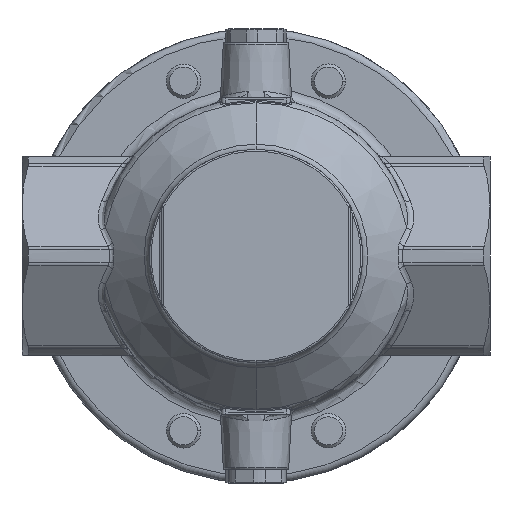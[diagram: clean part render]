
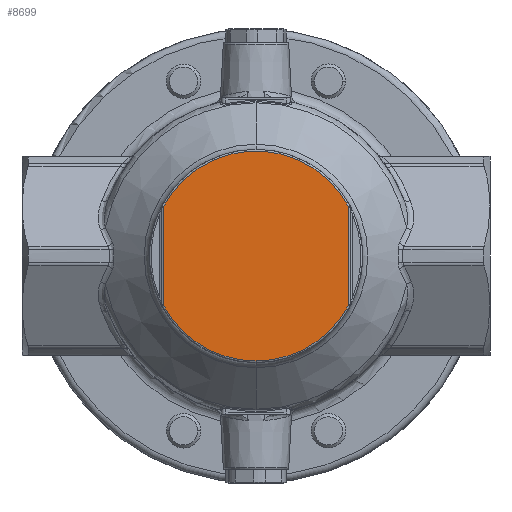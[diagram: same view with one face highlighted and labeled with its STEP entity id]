
A CAD part, front view. The second image highlights one B-rep face of the part: STEP entity #8699.
In plain terms, the highlighted planar face has unit normal (0, -1, 0).
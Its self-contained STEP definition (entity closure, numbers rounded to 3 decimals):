
#2828 = VECTOR ( 'NONE', #90136, 1000. ) ;
#4558 = CARTESIAN_POINT ( 'NONE',  ( 0., -8., 0. ) ) ;
#5794 = CARTESIAN_POINT ( 'NONE',  ( -27., -8., -14.186 ) ) ;
#6045 = ORIENTED_EDGE ( 'NONE', *, *, #27060, .T. ) ;
#7259 = ORIENTED_EDGE ( 'NONE', *, *, #79162, .T. ) ;
#8181 = VERTEX_POINT ( 'NONE', #5794 ) ;
#8699 = ADVANCED_FACE ( 'NONE', ( #38209 ), #15229, .T. ) ;
#15229 = PLANE ( 'NONE',  #82154 ) ;
#16732 = DIRECTION ( 'NONE',  ( 0., 0., -1. ) ) ;
#20426 = AXIS2_PLACEMENT_3D ( 'NONE', #37306, #122101, #49462 ) ;
#22039 = EDGE_CURVE ( 'NONE', #8181, #97992, #41637, .T. ) ;
#22785 = DIRECTION ( 'NONE',  ( 0., -1., 0. ) ) ;
#27060 = EDGE_CURVE ( 'NONE', #97992, #54700, #150612, .T. ) ;
#30338 = CARTESIAN_POINT ( 'NONE',  ( -27., -8., -14.309 ) ) ;
#37306 = CARTESIAN_POINT ( 'NONE',  ( 0., -8., 0. ) ) ;
#38209 = FACE_OUTER_BOUND ( 'NONE', #66174, .T. ) ;
#40968 = ORIENTED_EDGE ( 'NONE', *, *, #124875, .T. ) ;
#41637 = CIRCLE ( 'NONE', #96348, 30.5 ) ;
#49462 = DIRECTION ( 'NONE',  ( 0., 0., -1. ) ) ;
#53824 = CARTESIAN_POINT ( 'NONE',  ( 27., -8., 14.309 ) ) ;
#54300 = CARTESIAN_POINT ( 'NONE',  ( -27., -8., 14.186 ) ) ;
#54700 = VERTEX_POINT ( 'NONE', #84517 ) ;
#57289 = ORIENTED_EDGE ( 'NONE', *, *, #22039, .T. ) ;
#58129 = CIRCLE ( 'NONE', #129909, 30.5 ) ;
#63849 = CARTESIAN_POINT ( 'NONE',  ( 0., -8., 0. ) ) ;
#66174 = EDGE_LOOP ( 'NONE', ( #57289, #6045, #7259, #40968, #74024 ) ) ;
#67738 = CARTESIAN_POINT ( 'NONE',  ( 0., -8., -30.5 ) ) ;
#74024 = ORIENTED_EDGE ( 'NONE', *, *, #109080, .T. ) ;
#76005 = DIRECTION ( 'NONE',  ( 0., 0., -1. ) ) ;
#79162 = EDGE_CURVE ( 'NONE', #54700, #99201, #124724, .T. ) ;
#82154 = AXIS2_PLACEMENT_3D ( 'NONE', #63849, #148693, #76005 ) ;
#84517 = CARTESIAN_POINT ( 'NONE',  ( 27., -8., -14.186 ) ) ;
#89236 = DIRECTION ( 'NONE',  ( 0., -1., 0. ) ) ;
#90136 = DIRECTION ( 'NONE',  ( 0., 0., -1. ) ) ;
#90529 = VERTEX_POINT ( 'NONE', #54300 ) ;
#92438 = VECTOR ( 'NONE', #102608, 1000. ) ;
#95312 = CARTESIAN_POINT ( 'NONE',  ( 0., -8., 0. ) ) ;
#96348 = AXIS2_PLACEMENT_3D ( 'NONE', #95312, #22785, #107532 ) ;
#97992 = VERTEX_POINT ( 'NONE', #67738 ) ;
#99201 = VERTEX_POINT ( 'NONE', #103621 ) ;
#102608 = DIRECTION ( 'NONE',  ( 0., 0., 1. ) ) ;
#103621 = CARTESIAN_POINT ( 'NONE',  ( 27., -8., 14.186 ) ) ;
#107532 = DIRECTION ( 'NONE',  ( 0., 0., -1. ) ) ;
#109080 = EDGE_CURVE ( 'NONE', #90529, #8181, #127941, .T. ) ;
#122101 = DIRECTION ( 'NONE',  ( 0., -1., 0. ) ) ;
#124724 = LINE ( 'NONE', #53824, #92438 ) ;
#124875 = EDGE_CURVE ( 'NONE', #99201, #90529, #58129, .T. ) ;
#127941 = LINE ( 'NONE', #30338, #2828 ) ;
#129909 = AXIS2_PLACEMENT_3D ( 'NONE', #4558, #89236, #16732 ) ;
#148693 = DIRECTION ( 'NONE',  ( 0., -1., 0. ) ) ;
#150612 = CIRCLE ( 'NONE', #20426, 30.5 ) ;
